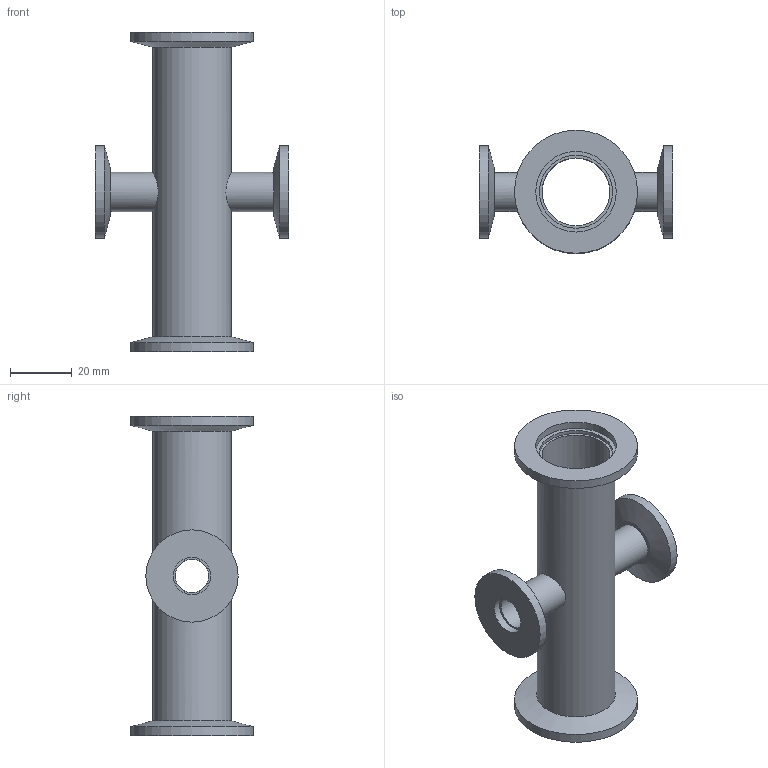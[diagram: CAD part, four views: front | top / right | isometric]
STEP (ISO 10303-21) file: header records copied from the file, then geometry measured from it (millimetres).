
FILE_DESCRIPTION(/* description */ (''),/* implementation_level */ '2;1');
FILE_NAME(/* name */ 'FL-R4X25-10KF.stp',/* time_stamp */ '2019-01-28T14:36:23+00:00',/* author */ ('paul'),/* organization */ (''),/* preprocessor_version */ 'ST-DEVELOPER v17.2',/* originating_system */ 'Autodesk Inventor 2019',/* authorisation */ '');
FILE_SCHEMA (('AUTOMOTIVE_DESIGN { 1 0 10303 214 3 1 1 }'));
Length unit declared in the file: millimetre
Products named in the file (5): FL-RT25-10KF; Main tube; FL-25KF-25W; side tube; FL-10KF-12W
Assembly tree (7 placements, depth 2):
  FL-RT25-10KF
    Main tube
    side tube  x2
    FL-25KF-25W  x2
    FL-10KF-12W  x2
Bounding box: 63 x 40 x 104 mm (x, y, z)
Volume: 23521.7 mm3; surface area: 25399.5 mm2
Topology: 7 solids, 7 shells, 44 faces, 117 edges, 89 vertices
Faces by surface type: cylinder 24, plane 16, cone 4
Full cylindrical faces by diameter (mm): 10.9 x2, 12.2 x2, 12.7 x4, 12.9 x2, 22 x1, 23.75 x2, 25.4 x1, 25.6 x2, 26.2 x2, 30 x2, 40 x2
Entity records: 1249 total; most frequent: CARTESIAN_POINT 367, DIRECTION 163, ORIENTED_EDGE 138, AXIS2_PLACEMENT_3D 73, EDGE_CURVE 69, VERTEX_POINT 52, EDGE_LOOP 37, CIRCLE 36
